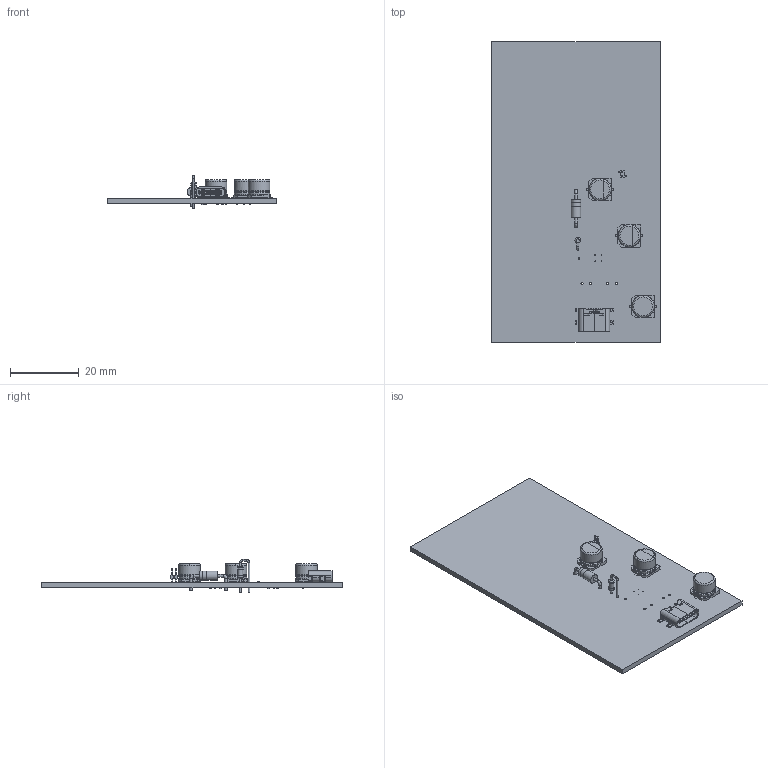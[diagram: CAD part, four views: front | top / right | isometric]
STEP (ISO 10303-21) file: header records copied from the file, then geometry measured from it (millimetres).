
FILE_DESCRIPTION(('KiCad electronic assembly'),'2;1');
FILE_NAME('projekt2.step','2025-07-06T23:02:22',('Pcbnew'),('Kicad'), 'Open CASCADE STEP processor 7.8','KiCad to STEP converter','Unknown' );
FILE_SCHEMA(('AUTOMOTIVE_DESIGN { 1 0 10303 214 1 1 1 1 }'));
Length unit declared in the file: millimetre
Products named in the file (9): projekt2 1; PinHeader_1x02_P1.00mm_Vertical_SMD_Pin1Left; USB_C_Receptacle_GCT_USB4135-GF-A_6P_TopMnt_Horizontal; D_DO-41_SOD81_P10.16mm_Horizontal; CP_Elec_6.3x5.4; R_0201_0603Metric; R_Axial_DIN0204_L3.6mm_D1.6mm_P2.54mm_Vertical; C_Elec_6.3x5.4; projekt2_PCB
Assembly tree (19 placements, depth 2):
  projekt2 1
    PinHeader_1x02_P1.00mm_Vertical_SMD_Pin1Left
    USB_C_Receptacle_GCT_USB4135-GF-A_6P_TopMnt_Horizontal
    D_DO-41_SOD81_P10.16mm_Horizontal
    CP_Elec_6.3x5.4  x2
    R_0201_0603Metric  x11
    R_Axial_DIN0204_L3.6mm_D1.6mm_P2.54mm_Vertical
    C_Elec_6.3x5.4
    projekt2_PCB
Bounding box: 49 x 87.5 x 9.6 mm (x, y, z)
Volume: 7121 mm3; surface area: 10322.4 mm2
Topology: 35 solids, 35 shells, 1073 faces, 2678 edges, 1686 vertices
Faces by surface type: plane 767, cylinder 281, torus 16, bspline 6, revolution 3
Full cylindrical faces by diameter (mm): 0.02 x1, 0.2 x4, 0.5 x4, 0.62 x4, 0.7 x2, 0.8 x4, 1.1 x2, 1.44 x1, 1.6 x2, 2.7 x2, 2.72 x1, 6.3 x6
Entity records: 28316 total; most frequent: CARTESIAN_POINT 4180, DIRECTION 3866, ORIENTED_EDGE 3806, EDGE_CURVE 1895, LINE 1474, VECTOR 1474, AXIS2_PLACEMENT_3D 1195, VERTEX_POINT 1181
